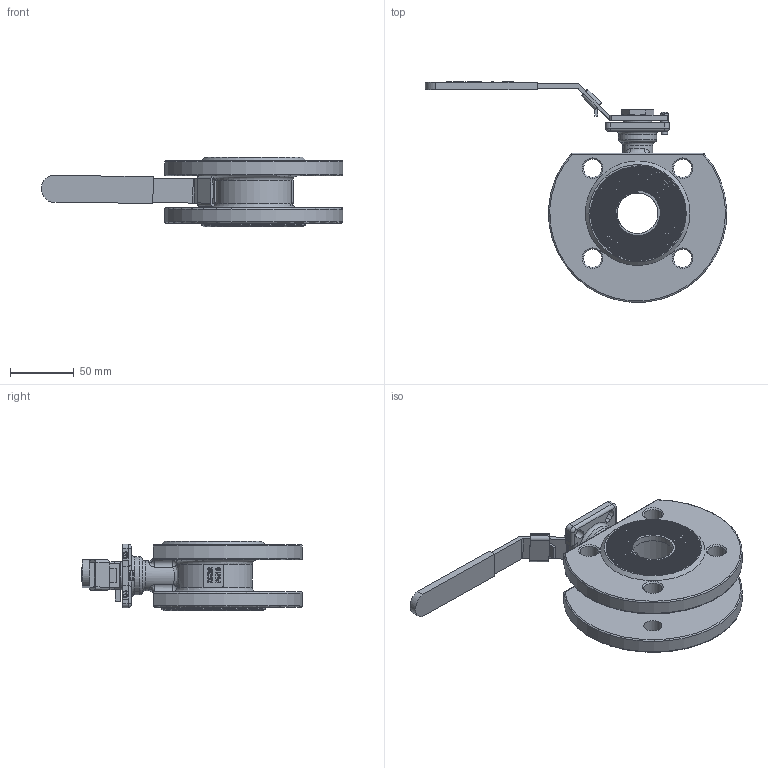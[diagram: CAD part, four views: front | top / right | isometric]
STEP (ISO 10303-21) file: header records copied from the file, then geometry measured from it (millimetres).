
FILE_DESCRIPTION(/* description */ ('Unknown'),/* implementation_level */ '2;1');
FILE_NAME(/* name */ '939-07_(8M.460.032)',/* time_stamp */ '2021-09-10T09:25:29+02:00',/* author */ ('Unknown'),/* organization */ ('Unknown'),/* preprocessor_version */ 'ST-DEVELOPER v16.7',/* originating_system */ 'Solid Edge',/* authorisation */ 'Unknown');
FILE_SCHEMA (('AP203_CONFIGURATION_CONTROLLED_3D_DESIGN_OF_MECHANICAL_PARTS_AND_ASSEMBLIES_MIM_LF { 1 0 10303 203 3 1 4 }','AUTOMOTIVE_DESIGN {1 0 10303 214 3 1 1}'));
Products named in the file (12): 939-07_(8M.460.032); Handle; Plasti Cover; Bellevlle Washer; Cap; Small hex thin nuts-Fine pitch thread GB_GB_FASTENER_NUT_SSFNTT M16X1.
5-N; Nut Stopper; Lock Device; Stem; Body; Plate Washer; Stop Pin
Assembly tree (13 placements, depth 2):
  939-07_(8M.460.032)
    Handle
    Plasti Cover
    Bellevlle Washer  x2
    Cap
    Small hex thin nuts-Fine pitch thread GB_GB_FASTENER_NUT_SSFNTT M16X1.
5-N  x2
    Nut Stopper
    Lock Device
    Stem
    Body
    Plate Washer
    Stop Pin
Bounding box: 236.54 x 172.96 x 54.8 mm (x, y, z)
Volume: 378017.5 mm3; surface area: 124979.5 mm2
Topology: 13 solids, 13 shells, 843 faces, 2177 edges, 1416 vertices
Faces by surface type: plane 477, bspline 161, cylinder 131, cone 40, torus 30, sphere 4
Full cylindrical faces by diameter (mm): 5 x2, 6 x5, 8 x1, 11 x1, 14 x3, 14.1 x1, 14.2 x8, 14.3 x2, 14.376 x2, 14.4 x1, 17 x1, 17.5 x1, 18.5 x1, 21.5 x2, 22 x1, 23.5 x2, 27 x1, 30 x1, 32 x2, 46 x2, 51.6 x1, 52 x1, 61 x1, 78.5 x1, 81.5 x2
Entity records: 60076 total; most frequent: CARTESIAN_POINT 41052, ORIENTED_EDGE 4064, DIRECTION 3308, EDGE_CURVE 2032, VERTEX_POINT 1367, LINE 1228, VECTOR 1228, AXIS2_PLACEMENT_3D 1040
